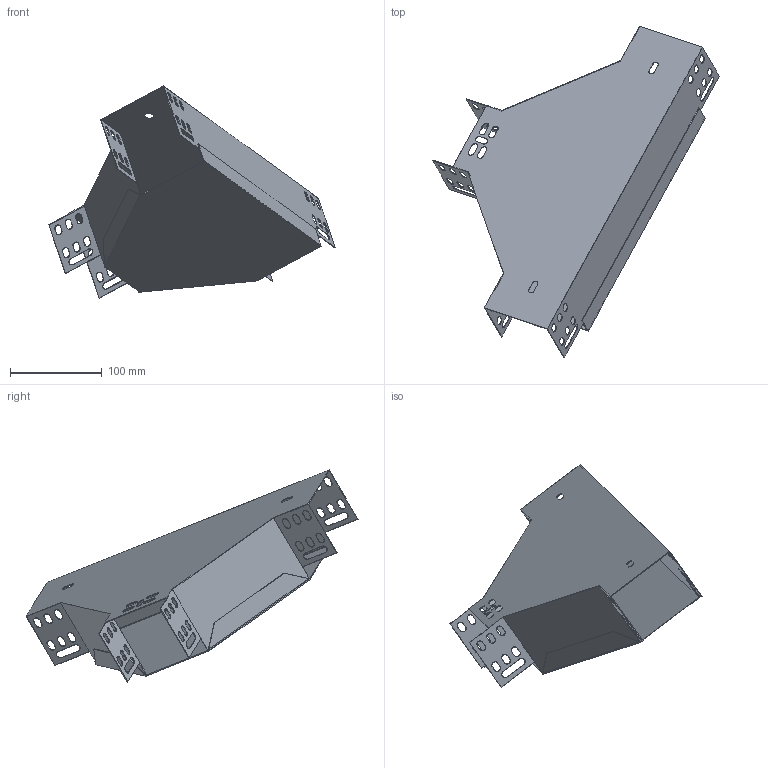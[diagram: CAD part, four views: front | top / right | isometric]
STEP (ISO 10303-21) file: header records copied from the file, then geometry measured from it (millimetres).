
FILE_DESCRIPTION (( 'STEP AP203' ), '1' );
FILE_NAME ('CLP1T-080-080 Ðàçâåòâèòåëü Ò-îáðàçíûé 80õ80.STEP', '2016-03-24T07:08:44', ( '' ), ( '' ), 'SwSTEP 2.0', 'SolidWorks 2014', '' );
FILE_SCHEMA (( 'CONFIG_CONTROL_DESIGN' ));
Length unit declared in the file: millimetre
Products named in the file (1): CLP1T-080-080 Ðàçâåòâèòåëü Ò-îáðàçíûé 80õ80
Bounding box: 312.83 x 362.37 x 231.74 mm (x, y, z)
Volume: 128374.7 mm3; surface area: 324406 mm2
Topology: 2 solids, 2 shells, 264 faces, 770 edges, 510 vertices
Faces by surface type: plane 166, cylinder 98
Entity records: 9001 total; most frequent: CARTESIAN_POINT 1545, ORIENTED_EDGE 1540, DIRECTION 1496, EDGE_CURVE 770, VECTOR 574, LINE 574, VERTEX_POINT 510, AXIS2_PLACEMENT_3D 461
